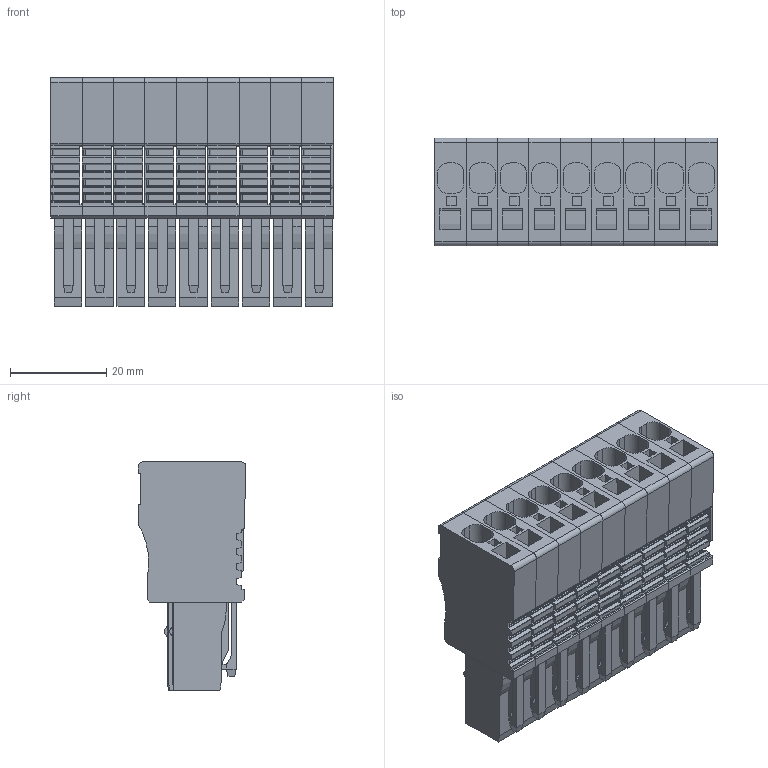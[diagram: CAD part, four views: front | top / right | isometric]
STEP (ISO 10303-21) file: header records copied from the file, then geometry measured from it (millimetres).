
FILE_DESCRIPTION(('CATIA V5R22 STEP214','CAx-IF Rec.Pracs.--- Model Styling and Organization---1.4--- 2014-01-23'),'2;1');
FILE_NAME ('023942-2_0', '2021-04-21T07:13:37+00:00', ('Weidmueller Interface'), ('Weidmueller'), 'CATIA Version 5-6 Release 2016 SP3 HF44', 'CATIA V5 STEP AP214', 'none');
FILE_SCHEMA(('AUTOMOTIVE_DESIGN { 1 0 10303 214 1 1 1 1 }'));
Products named in the file (1): ZP_4-1AN-..._AllCATPart
Bounding box: 58.5 x 22.34 x 47.31 mm (x, y, z)
Volume: 36998.6 mm3; surface area: 30272.9 mm2
Topology: 10 solids, 10 shells, 2645 faces, 7625 edges, 5027 vertices
Faces by surface type: plane 1963, cylinder 682
Entity records: 84055 total; most frequent: CARTESIAN_POINT 15782, ORIENTED_EDGE 15250, DIRECTION 12329, EDGE_CURVE 7625, VECTOR 6206, LINE 6206, VERTEX_POINT 5027, AXIS2_PLACEMENT_3D 3733
